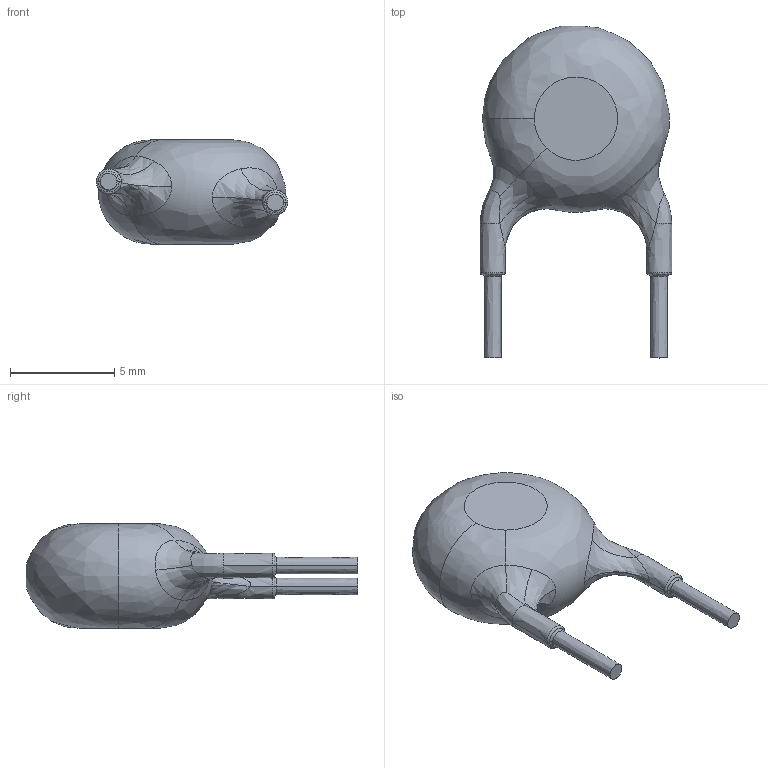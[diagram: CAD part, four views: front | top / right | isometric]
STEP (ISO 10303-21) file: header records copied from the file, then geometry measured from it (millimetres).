
FILE_DESCRIPTION((''),'2;1');
FILE_NAME('CDISK_P8X1_D9_TH5','2019-02-11T',('Dragos'),(''),'PRO/ENGINEER BY PARAMETRIC TECHNOLOGY CORPORATION, 2004440','PRO/ENGINEER BY PARAMETRIC TECHNOLOGY CORPORATION, 2004440','');
FILE_SCHEMA(('AUTOMOTIVE_DESIGN { 1 0 10303 214 1 1 1 1 }'));
Length unit declared in the file: millimetre
Products named in the file (1): CDISK_P8X1_D9_TH5
Bounding box: 9.2 x 15.96 x 5 mm (x, y, z)
Volume: 271.2 mm3; surface area: 258.5 mm2
Topology: 1 solids, 1 shells, 34 faces, 93 edges, 69 vertices
Faces by surface type: bspline 30, plane 4
Entity records: 3498 total; most frequent: CARTESIAN_POINT 2395, ORIENTED_EDGE 148, PRESENTATION_STYLE_ASSIGNMENT 107, STYLED_ITEM 101, CURVE_STYLE 100, EDGE_CURVE 74, DIRECTION 67, B_SPLINE_CURVE_WITH_KNOTS 54
